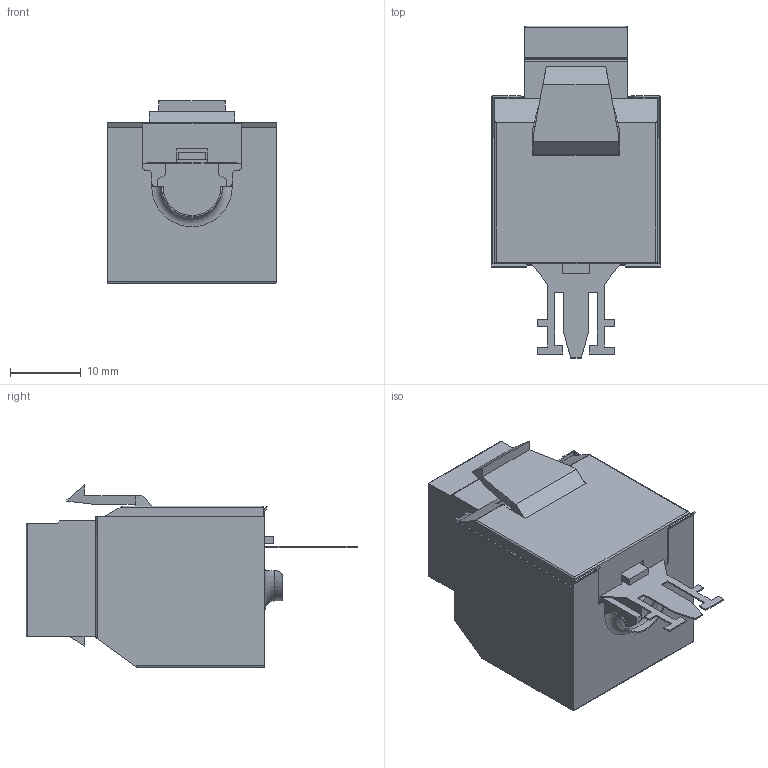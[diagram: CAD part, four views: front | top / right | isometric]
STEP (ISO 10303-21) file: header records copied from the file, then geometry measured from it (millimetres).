
FILE_DESCRIPTION (( 'STEP AP214' ), '1' );
FILE_NAME ('MJ110C6-S.STEP', '2019-03-18T14:39:51', ( '' ), ( '' ), 'SwSTEP 2.0', 'SolidWorks 2017', '' );
FILE_SCHEMA (( 'AUTOMOTIVE_DESIGN' ));
Length unit declared in the file: inch
Products named in the file (5): IDC CONTACT COVER^MJ110C6-S; MJ110C6-S; MJ110C6-S-MA2; MJ110C6-S-MA4; MJ110C6-S-MA1
Assembly tree (5 placements, depth 2):
  MJ110C6-S
    MJ110C6-S-MA1
    MJ110C6-S-MA2
    MJ110C6-S-MA4
    IDC CONTACT COVER^MJ110C6-S  x2
Bounding box: 24 x 46.96 x 25.82 mm (x, y, z)
Volume: 8414.8 mm3; surface area: 14845.6 mm2
Topology: 5 solids, 5 shells, 559 faces, 1553 edges, 1018 vertices
Faces by surface type: plane 470, bspline 48, cylinder 35, torus 6
Entity records: 24773 total; most frequent: CARTESIAN_POINT 6072, ORIENTED_EDGE 3022, DIRECTION 2441, EDGE_CURVE 1511, VECTOR 1339, LINE 1339, VERTEX_POINT 990, EDGE_LOOP 581
